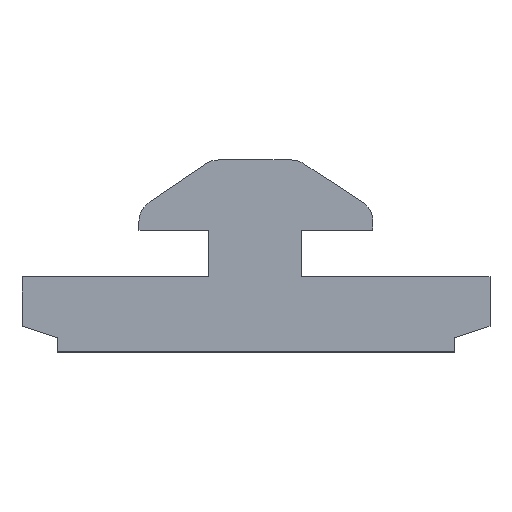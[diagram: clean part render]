
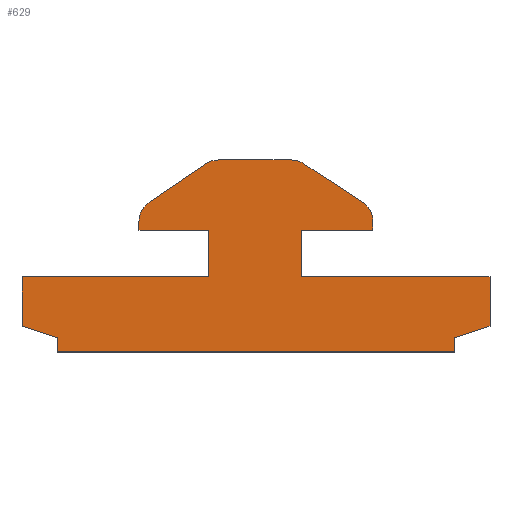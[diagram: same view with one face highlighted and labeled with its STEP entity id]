
A CAD part, top view. The second image highlights one B-rep face of the part: STEP entity #629.
In plain terms, the highlighted planar face has unit normal (0, 0, 1).
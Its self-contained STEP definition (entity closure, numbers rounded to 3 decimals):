
#27=CIRCLE('',#679,1.);
#28=CIRCLE('',#680,1.);
#29=CIRCLE('',#681,1.);
#30=CIRCLE('',#682,1.);
#49=FACE_OUTER_BOUND('',#79,.T.);
#79=EDGE_LOOP('',(#511,#512,#513,#514,#515,#516,#517,#518,#519,#520,#521,
#522,#523,#524,#525,#526,#527,#528,#529,#530,#531,#532));
#93=LINE('',#868,#175);
#95=LINE('',#872,#177);
#100=LINE('',#883,#182);
#104=LINE('',#890,#186);
#119=LINE('',#922,#201);
#123=LINE('',#931,#205);
#124=LINE('',#933,#206);
#130=LINE('',#945,#212);
#141=LINE('',#964,#223);
#143=LINE('',#969,#225);
#147=LINE('',#976,#229);
#150=LINE('',#982,#232);
#157=LINE('',#1002,#239);
#159=LINE('',#1005,#241);
#160=LINE('',#1009,#242);
#161=LINE('',#1013,#243);
#162=LINE('',#1017,#244);
#163=LINE('',#1020,#245);
#175=VECTOR('',#703,10.);
#177=VECTOR('',#707,10.);
#182=VECTOR('',#714,10.);
#186=VECTOR('',#720,10.);
#201=VECTOR('',#741,10.);
#205=VECTOR('',#747,10.);
#206=VECTOR('',#750,10.);
#212=VECTOR('',#758,10.);
#223=VECTOR('',#775,10.);
#225=VECTOR('',#779,10.);
#229=VECTOR('',#785,10.);
#232=VECTOR('',#790,10.);
#239=VECTOR('',#809,10.);
#241=VECTOR('',#813,10.);
#242=VECTOR('',#816,10.);
#243=VECTOR('',#819,10.);
#244=VECTOR('',#822,10.);
#245=VECTOR('',#825,10.);
#257=VERTEX_POINT('',#865);
#258=VERTEX_POINT('',#867);
#259=VERTEX_POINT('',#871);
#263=VERTEX_POINT('',#880);
#264=VERTEX_POINT('',#882);
#266=VERTEX_POINT('',#888);
#277=VERTEX_POINT('',#915);
#280=VERTEX_POINT('',#920);
#281=VERTEX_POINT('',#924);
#284=VERTEX_POINT('',#929);
#288=VERTEX_POINT('',#942);
#289=VERTEX_POINT('',#944);
#296=VERTEX_POINT('',#968);
#298=VERTEX_POINT('',#974);
#300=VERTEX_POINT('',#980);
#308=VERTEX_POINT('',#1006);
#309=VERTEX_POINT('',#1008);
#310=VERTEX_POINT('',#1010);
#311=VERTEX_POINT('',#1012);
#312=VERTEX_POINT('',#1014);
#313=VERTEX_POINT('',#1016);
#314=VERTEX_POINT('',#1018);
#317=EDGE_CURVE('',#257,#258,#93,.T.);
#319=EDGE_CURVE('',#259,#258,#95,.T.);
#324=EDGE_CURVE('',#263,#264,#100,.T.);
#328=EDGE_CURVE('',#263,#266,#104,.T.);
#343=EDGE_CURVE('',#280,#277,#119,.T.);
#347=EDGE_CURVE('',#284,#281,#123,.T.);
#348=EDGE_CURVE('',#280,#281,#124,.T.);
#354=EDGE_CURVE('',#288,#289,#130,.T.);
#365=EDGE_CURVE('',#288,#277,#141,.T.);
#367=EDGE_CURVE('',#296,#259,#143,.T.);
#371=EDGE_CURVE('',#266,#298,#147,.T.);
#374=EDGE_CURVE('',#298,#300,#150,.T.);
#385=EDGE_CURVE('',#289,#257,#157,.T.);
#387=EDGE_CURVE('',#284,#264,#159,.T.);
#388=EDGE_CURVE('',#308,#300,#27,.T.);
#389=EDGE_CURVE('',#308,#309,#160,.T.);
#390=EDGE_CURVE('',#310,#309,#28,.T.);
#391=EDGE_CURVE('',#310,#311,#161,.F.);
#392=EDGE_CURVE('',#312,#311,#29,.T.);
#393=EDGE_CURVE('',#312,#313,#162,.T.);
#394=EDGE_CURVE('',#314,#313,#30,.T.);
#395=EDGE_CURVE('',#314,#296,#163,.T.);
#511=ORIENTED_EDGE('',*,*,#319,.T.);
#512=ORIENTED_EDGE('',*,*,#317,.F.);
#513=ORIENTED_EDGE('',*,*,#385,.F.);
#514=ORIENTED_EDGE('',*,*,#354,.F.);
#515=ORIENTED_EDGE('',*,*,#365,.T.);
#516=ORIENTED_EDGE('',*,*,#343,.F.);
#517=ORIENTED_EDGE('',*,*,#348,.T.);
#518=ORIENTED_EDGE('',*,*,#347,.F.);
#519=ORIENTED_EDGE('',*,*,#387,.T.);
#520=ORIENTED_EDGE('',*,*,#324,.F.);
#521=ORIENTED_EDGE('',*,*,#328,.T.);
#522=ORIENTED_EDGE('',*,*,#371,.T.);
#523=ORIENTED_EDGE('',*,*,#374,.T.);
#524=ORIENTED_EDGE('',*,*,#388,.F.);
#525=ORIENTED_EDGE('',*,*,#389,.T.);
#526=ORIENTED_EDGE('',*,*,#390,.F.);
#527=ORIENTED_EDGE('',*,*,#391,.T.);
#528=ORIENTED_EDGE('',*,*,#392,.F.);
#529=ORIENTED_EDGE('',*,*,#393,.T.);
#530=ORIENTED_EDGE('',*,*,#394,.F.);
#531=ORIENTED_EDGE('',*,*,#395,.T.);
#532=ORIENTED_EDGE('',*,*,#367,.T.);
#603=PLANE('',#678);
#629=ADVANCED_FACE('',(#49),#603,.T.);
#678=AXIS2_PLACEMENT_3D('',#1004,#811,#812);
#679=AXIS2_PLACEMENT_3D('',#1007,#814,#815);
#680=AXIS2_PLACEMENT_3D('',#1011,#817,#818);
#681=AXIS2_PLACEMENT_3D('',#1015,#820,#821);
#682=AXIS2_PLACEMENT_3D('',#1019,#823,#824);
#703=DIRECTION('',(1.,0.,0.));
#707=DIRECTION('',(0.,-1.,0.));
#714=DIRECTION('',(1.,0.,0.));
#720=DIRECTION('',(0.,1.,0.));
#741=DIRECTION('',(-1.,0.,0.));
#747=DIRECTION('',(-0.949,-0.316,0.));
#750=DIRECTION('',(0.,1.,0.));
#758=DIRECTION('',(-0.949,0.316,0.));
#775=DIRECTION('',(0.,-1.,0.));
#779=DIRECTION('',(1.,0.,0.));
#785=DIRECTION('',(1.,0.,0.));
#790=DIRECTION('',(0.,1.,0.));
#809=DIRECTION('',(0.,1.,0.));
#811=DIRECTION('center_axis',(0.,0.,1.));
#812=DIRECTION('ref_axis',(1.,0.,0.));
#813=DIRECTION('',(0.,1.,0.));
#814=DIRECTION('center_axis',(0.,0.,-1.));
#815=DIRECTION('ref_axis',(0.88,0.475,0.));
#816=DIRECTION('',(-0.836,0.549,0.));
#817=DIRECTION('center_axis',(0.,0.,-1.));
#818=DIRECTION('ref_axis',(0.286,0.958,0.));
#819=DIRECTION('',(1.,0.,0.));
#820=DIRECTION('center_axis',(0.,0.,-1.));
#821=DIRECTION('ref_axis',(-0.293,0.956,0.));
#822=DIRECTION('',(-0.828,-0.561,0.));
#823=DIRECTION('center_axis',(0.,0.,-1.));
#824=DIRECTION('ref_axis',(-0.883,0.469,0.));
#825=DIRECTION('',(0.,-1.,0.));
#865=CARTESIAN_POINT('',(0.,3.1,5.));
#867=CARTESIAN_POINT('',(7.951,3.1,5.));
#868=CARTESIAN_POINT('',(20.,3.1,5.));
#871=CARTESIAN_POINT('',(7.951,5.1,5.));
#872=CARTESIAN_POINT('',(7.951,4.5,5.));
#880=CARTESIAN_POINT('',(11.951,3.1,5.));
#882=CARTESIAN_POINT('',(20.,3.1,5.));
#883=CARTESIAN_POINT('',(20.,3.1,5.));
#888=CARTESIAN_POINT('',(11.951,5.1,5.));
#890=CARTESIAN_POINT('',(11.951,3.,5.));
#915=CARTESIAN_POINT('',(1.5,-0.1,5.));
#920=CARTESIAN_POINT('',(18.5,-0.1,5.));
#922=CARTESIAN_POINT('',(0.,-0.1,5.));
#924=CARTESIAN_POINT('',(18.5,0.5,5.));
#929=CARTESIAN_POINT('',(20.,1.,5.));
#931=CARTESIAN_POINT('',(15.575,-0.475,5.));
#933=CARTESIAN_POINT('',(18.5,2.,5.));
#942=CARTESIAN_POINT('',(1.5,0.5,5.));
#944=CARTESIAN_POINT('',(0.,1.,5.));
#945=CARTESIAN_POINT('',(4.425,-0.475,5.));
#964=CARTESIAN_POINT('',(1.5,0.,5.));
#968=CARTESIAN_POINT('',(5.,5.1,5.));
#969=CARTESIAN_POINT('',(7.5,5.1,5.));
#974=CARTESIAN_POINT('',(15.,5.1,5.));
#976=CARTESIAN_POINT('',(10.976,5.1,5.));
#980=CARTESIAN_POINT('',(15.,5.46,5.));
#982=CARTESIAN_POINT('',(15.,5.,5.));
#1002=CARTESIAN_POINT('',(0.,3.,5.));
#1004=CARTESIAN_POINT('Origin',(10.,4.,5.));
#1005=CARTESIAN_POINT('',(20.,0.,5.));
#1006=CARTESIAN_POINT('',(14.549,6.296,5.));
#1007=CARTESIAN_POINT('Origin',(14.,5.46,5.));
#1008=CARTESIAN_POINT('',(12.049,7.936,5.));
#1009=CARTESIAN_POINT('',(15.,6.,5.));
#1010=CARTESIAN_POINT('',(11.5,8.1,5.));
#1011=CARTESIAN_POINT('Origin',(11.5,7.1,5.));
#1012=CARTESIAN_POINT('',(8.406,8.1,5.));
#1013=CARTESIAN_POINT('',(10.976,8.1,5.));
#1014=CARTESIAN_POINT('',(7.845,7.928,5.));
#1015=CARTESIAN_POINT('Origin',(8.406,7.1,5.));
#1016=CARTESIAN_POINT('',(5.439,6.298,5.));
#1017=CARTESIAN_POINT('',(5.,6.,5.));
#1018=CARTESIAN_POINT('',(5.,5.47,5.));
#1019=CARTESIAN_POINT('Origin',(6.,5.47,5.));
#1020=CARTESIAN_POINT('',(5.,6.,5.));
